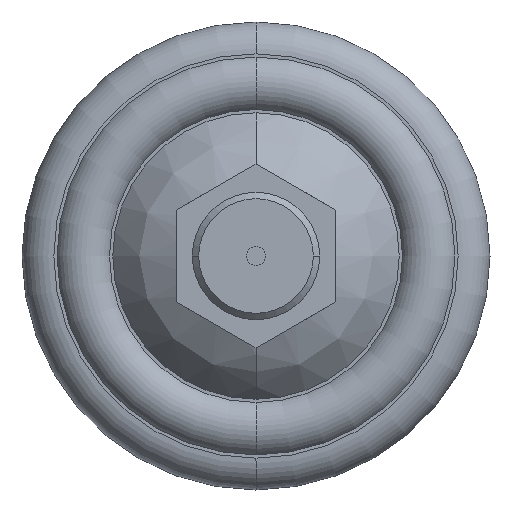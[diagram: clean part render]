
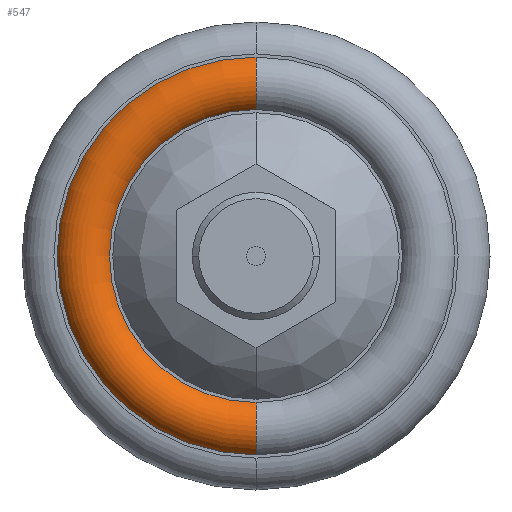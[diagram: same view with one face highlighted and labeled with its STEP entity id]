
A CAD part, front view. The second image highlights one B-rep face of the part: STEP entity #547.
In plain terms, the highlighted toroidal (fillet/blend) face has major radius 13.78 mm and minor radius 2.349 mm.
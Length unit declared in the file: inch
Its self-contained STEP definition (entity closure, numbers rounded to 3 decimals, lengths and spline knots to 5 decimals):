
#504=CARTESIAN_POINT('',(0.,0.92118,0.));
#505=DIRECTION('',(0.,-1.0,0.));
#506=DIRECTION('',(0.0,0.0,1.0));
#507=AXIS2_PLACEMENT_3D('',#504,#505,#506);
#508=TOROIDAL_SURFACE('',#507,0.5425,0.0925);
#509=CARTESIAN_POINT('',(0.,0.879,0.62482));
#510=VERTEX_POINT('',#509);
#511=CARTESIAN_POINT('',(0.,0.879,0.46018));
#512=VERTEX_POINT('',#511);
#513=CARTESIAN_POINT('',(0.,0.92118,0.5425));
#514=DIRECTION('',(1.0,0.0,0.0));
#515=DIRECTION('',(0.0,0.0,-1.0));
#516=AXIS2_PLACEMENT_3D('',#513,#514,#515);
#517=CIRCLE('',#516,0.0925);
#518=EDGE_CURVE('',#510,#512,#517,.T.);
#519=ORIENTED_EDGE('',*,*,#518,.F.);
#520=CARTESIAN_POINT('',(0.,0.879,-0.62482));
#521=VERTEX_POINT('',#520);
#522=CARTESIAN_POINT('',(0.,0.879,0.));
#523=DIRECTION('',(0.0,-1.0,0.0));
#524=DIRECTION('',(1.0,0.0,0.0));
#525=AXIS2_PLACEMENT_3D('',#522,#523,#524);
#526=CIRCLE('',#525,0.62482);
#527=EDGE_CURVE('',#510,#521,#526,.T.);
#528=ORIENTED_EDGE('',*,*,#527,.T.);
#529=CARTESIAN_POINT('',(0.,0.879,-0.46018));
#530=VERTEX_POINT('',#529);
#531=CARTESIAN_POINT('',(0.,0.92118,-0.5425));
#532=DIRECTION('',(1.0,0.0,0.0));
#533=DIRECTION('',(0.0,0.0,-1.0));
#534=AXIS2_PLACEMENT_3D('',#531,#532,#533);
#535=CIRCLE('',#534,0.0925);
#536=EDGE_CURVE('',#530,#521,#535,.T.);
#537=ORIENTED_EDGE('',*,*,#536,.F.);
#538=CARTESIAN_POINT('',(0.,0.879,0.));
#539=DIRECTION('',(0.0,-1.0,0.0));
#540=DIRECTION('',(1.0,0.0,0.0));
#541=AXIS2_PLACEMENT_3D('',#538,#539,#540);
#542=CIRCLE('',#541,0.46018);
#543=EDGE_CURVE('',#512,#530,#542,.T.);
#544=ORIENTED_EDGE('',*,*,#543,.F.);
#545=EDGE_LOOP('',(#519,#528,#537,#544));
#546=FACE_OUTER_BOUND('',#545,.T.);
#547=ADVANCED_FACE('',(#546),#508,.T.);
